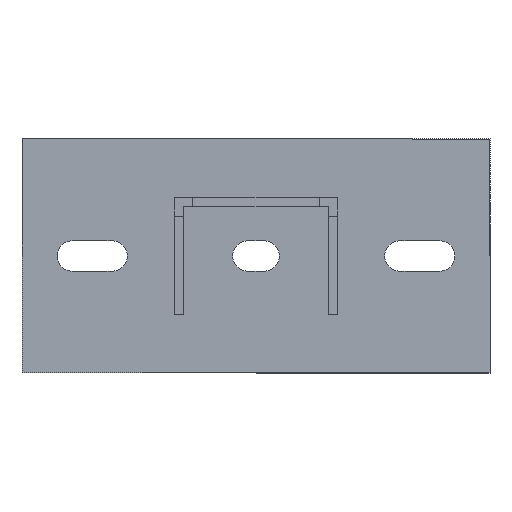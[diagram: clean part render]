
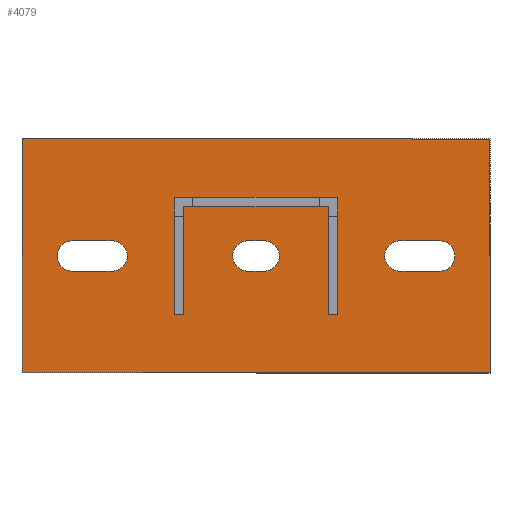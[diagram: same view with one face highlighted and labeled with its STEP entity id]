
A CAD part, front view. The second image highlights one B-rep face of the part: STEP entity #4079.
In plain terms, the highlighted face is planar.
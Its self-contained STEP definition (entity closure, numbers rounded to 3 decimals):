
#247 = CIRCLE ( 'NONE', #6261, 6.5 ) ;
#469 = VECTOR ( 'NONE', #5921, 1000. ) ;
#477 = DIRECTION ( 'NONE',  ( -1., 0., 0. ) ) ;
#553 = CARTESIAN_POINT ( 'NONE',  ( -61.5, 0., -6.5 ) ) ;
#605 = LINE ( 'NONE', #4010, #2922 ) ;
#706 = CARTESIAN_POINT ( 'NONE',  ( 78.5, 0., -6.5 ) ) ;
#721 = LINE ( 'NONE', #6851, #7737 ) ;
#843 = DIRECTION ( 'NONE',  ( 1., 0., 0. ) ) ;
#1003 = ORIENTED_EDGE ( 'NONE', *, *, #12622, .F. ) ;
#1007 = ORIENTED_EDGE ( 'NONE', *, *, #1677, .F. ) ;
#1231 = CIRCLE ( 'NONE', #1869, 6.5 ) ;
#1271 = FACE_BOUND ( 'NONE', #10534, .T. ) ;
#1281 = CARTESIAN_POINT ( 'NONE',  ( 61.5, 0., -6.5 ) ) ;
#1355 = EDGE_CURVE ( 'NONE', #6351, #6069, #9459, .T. ) ;
#1488 = EDGE_CURVE ( 'NONE', #4850, #3310, #605, .T. ) ;
#1677 = EDGE_CURVE ( 'NONE', #3310, #6400, #7271, .T. ) ;
#1869 = AXIS2_PLACEMENT_3D ( 'NONE', #5920, #3918, #13392 ) ;
#2007 = CARTESIAN_POINT ( 'NONE',  ( 100., 0., -50. ) ) ;
#2328 = DIRECTION ( 'NONE',  ( 0., 0., 1. ) ) ;
#2334 = ORIENTED_EDGE ( 'NONE', *, *, #8943, .T. ) ;
#2396 = CARTESIAN_POINT ( 'NONE',  ( -74.019, 0., -50. ) ) ;
#2438 = CARTESIAN_POINT ( 'NONE',  ( 78.5, 0., 0. ) ) ;
#2519 = EDGE_CURVE ( 'NONE', #2600, #5917, #1231, .T. ) ;
#2541 = ORIENTED_EDGE ( 'NONE', *, *, #8667, .F. ) ;
#2579 = VERTEX_POINT ( 'NONE', #706 ) ;
#2591 = AXIS2_PLACEMENT_3D ( 'NONE', #6406, #7480, #11784 ) ;
#2600 = VERTEX_POINT ( 'NONE', #6011 ) ;
#2627 = AXIS2_PLACEMENT_3D ( 'NONE', #10773, #12985, #6514 ) ;
#2639 = VERTEX_POINT ( 'NONE', #12740 ) ;
#2694 = VERTEX_POINT ( 'NONE', #2007 ) ;
#2699 = CARTESIAN_POINT ( 'NONE',  ( -100., 0., 50. ) ) ;
#2922 = VECTOR ( 'NONE', #843, 1000. ) ;
#3310 = VERTEX_POINT ( 'NONE', #5073 ) ;
#3412 = CARTESIAN_POINT ( 'NONE',  ( -78.5, 0., 0. ) ) ;
#3613 = LINE ( 'NONE', #7748, #5114 ) ;
#3720 = DIRECTION ( 'NONE',  ( 0., 0., -1. ) ) ;
#3814 = EDGE_LOOP ( 'NONE', ( #7525, #7548, #2334, #12183 ) ) ;
#3824 = ORIENTED_EDGE ( 'NONE', *, *, #5982, .F. ) ;
#3918 = DIRECTION ( 'NONE',  ( 0., 1., 0. ) ) ;
#3991 = EDGE_LOOP ( 'NONE', ( #1003, #2541, #12677, #13310 ) ) ;
#4010 = CARTESIAN_POINT ( 'NONE',  ( -3.5, 0., 6.5 ) ) ;
#4040 = CARTESIAN_POINT ( 'NONE',  ( 61.5, 0., 6.5 ) ) ;
#4079 = ADVANCED_FACE ( 'NONE', ( #1271, #9115, #4597, #9460 ), #4293, .F. ) ;
#4293 = PLANE ( 'NONE',  #2591 ) ;
#4597 = FACE_BOUND ( 'NONE', #3991, .T. ) ;
#4755 = DIRECTION ( 'NONE',  ( -1., 0., 0. ) ) ;
#4850 = VERTEX_POINT ( 'NONE', #13227 ) ;
#4888 = CARTESIAN_POINT ( 'NONE',  ( -61.5, 0., 6.5 ) ) ;
#4984 = VERTEX_POINT ( 'NONE', #4888 ) ;
#4987 = EDGE_CURVE ( 'NONE', #6400, #2639, #13771, .T. ) ;
#5034 = CARTESIAN_POINT ( 'NONE',  ( 78.5, 0., 6.5 ) ) ;
#5073 = CARTESIAN_POINT ( 'NONE',  ( 3.5, 0., 6.5 ) ) ;
#5114 = VECTOR ( 'NONE', #2328, 1000. ) ;
#5313 = EDGE_LOOP ( 'NONE', ( #7482, #6749, #7350, #1007 ) ) ;
#5816 = CARTESIAN_POINT ( 'NONE',  ( -3.5, 0., -6.5 ) ) ;
#5917 = VERTEX_POINT ( 'NONE', #11200 ) ;
#5920 = CARTESIAN_POINT ( 'NONE',  ( 61.5, 0., 0. ) ) ;
#5921 = DIRECTION ( 'NONE',  ( 1., 0., 0. ) ) ;
#5982 = EDGE_CURVE ( 'NONE', #5917, #12117, #9561, .T. ) ;
#6011 = CARTESIAN_POINT ( 'NONE',  ( 61.5, 0., -6.5 ) ) ;
#6069 = VERTEX_POINT ( 'NONE', #7499 ) ;
#6186 = DIRECTION ( 'NONE',  ( 1., 0., 0. ) ) ;
#6261 = AXIS2_PLACEMENT_3D ( 'NONE', #11601, #12650, #7520 ) ;
#6351 = VERTEX_POINT ( 'NONE', #553 ) ;
#6400 = VERTEX_POINT ( 'NONE', #8100 ) ;
#6406 = CARTESIAN_POINT ( 'NONE',  ( 100., 0., -50. ) ) ;
#6514 = DIRECTION ( 'NONE',  ( 0., 0., 1. ) ) ;
#6749 = ORIENTED_EDGE ( 'NONE', *, *, #8085, .F. ) ;
#6831 = CIRCLE ( 'NONE', #2627, 6.5 ) ;
#6851 = CARTESIAN_POINT ( 'NONE',  ( 100., 0., -35. ) ) ;
#6863 = CARTESIAN_POINT ( 'NONE',  ( -78.5, 0., -6.5 ) ) ;
#7021 = ORIENTED_EDGE ( 'NONE', *, *, #12726, .F. ) ;
#7094 = LINE ( 'NONE', #12927, #12769 ) ;
#7180 = EDGE_CURVE ( 'NONE', #12117, #2579, #13534, .T. ) ;
#7254 = CARTESIAN_POINT ( 'NONE',  ( -78.5, 0., 6.5 ) ) ;
#7271 = CIRCLE ( 'NONE', #10802, 6.5 ) ;
#7350 = ORIENTED_EDGE ( 'NONE', *, *, #4987, .F. ) ;
#7476 = CARTESIAN_POINT ( 'NONE',  ( 100., 0., 50. ) ) ;
#7480 = DIRECTION ( 'NONE',  ( 0., -1., 0. ) ) ;
#7482 = ORIENTED_EDGE ( 'NONE', *, *, #1488, .F. ) ;
#7499 = CARTESIAN_POINT ( 'NONE',  ( -78.5, 0., -6.5 ) ) ;
#7520 = DIRECTION ( 'NONE',  ( 0., 0., 1. ) ) ;
#7525 = ORIENTED_EDGE ( 'NONE', *, *, #10180, .T. ) ;
#7548 = ORIENTED_EDGE ( 'NONE', *, *, #9264, .T. ) ;
#7721 = DIRECTION ( 'NONE',  ( -1., 0., 0. ) ) ;
#7737 = VECTOR ( 'NONE', #3720, 1000. ) ;
#7748 = CARTESIAN_POINT ( 'NONE',  ( -100., 0., -35. ) ) ;
#7753 = VECTOR ( 'NONE', #4755, 1000. ) ;
#7801 = DIRECTION ( 'NONE',  ( 0., 1., 0. ) ) ;
#7810 = AXIS2_PLACEMENT_3D ( 'NONE', #2438, #7801, #13103 ) ;
#7831 = VECTOR ( 'NONE', #477, 1000. ) ;
#7877 = ORIENTED_EDGE ( 'NONE', *, *, #2519, .F. ) ;
#7940 = DIRECTION ( 'NONE',  ( -1., 0., 0. ) ) ;
#8085 = EDGE_CURVE ( 'NONE', #2639, #4850, #6831, .T. ) ;
#8100 = CARTESIAN_POINT ( 'NONE',  ( 3.5, 0., -6.5 ) ) ;
#8438 = CARTESIAN_POINT ( 'NONE',  ( 3.5, 0., 0. ) ) ;
#8556 = VECTOR ( 'NONE', #6186, 1000. ) ;
#8667 = EDGE_CURVE ( 'NONE', #6069, #9534, #11992, .T. ) ;
#8778 = VECTOR ( 'NONE', #7940, 1000. ) ;
#8785 = DIRECTION ( 'NONE',  ( 0., 1., 0. ) ) ;
#8943 = EDGE_CURVE ( 'NONE', #10886, #12350, #12978, .T. ) ;
#8999 = VERTEX_POINT ( 'NONE', #9296 ) ;
#9082 = VECTOR ( 'NONE', #7721, 1000. ) ;
#9115 = FACE_BOUND ( 'NONE', #5313, .T. ) ;
#9198 = CARTESIAN_POINT ( 'NONE',  ( -74.019, 0., 50. ) ) ;
#9264 = EDGE_CURVE ( 'NONE', #8999, #10886, #3613, .T. ) ;
#9267 = LINE ( 'NONE', #1281, #9082 ) ;
#9296 = CARTESIAN_POINT ( 'NONE',  ( -100., 0., -50. ) ) ;
#9459 = LINE ( 'NONE', #6863, #8778 ) ;
#9460 = FACE_OUTER_BOUND ( 'NONE', #3814, .T. ) ;
#9534 = VERTEX_POINT ( 'NONE', #7254 ) ;
#9561 = LINE ( 'NONE', #4040, #8556 ) ;
#9821 = DIRECTION ( 'NONE',  ( 0., 1., 0. ) ) ;
#10180 = EDGE_CURVE ( 'NONE', #2694, #8999, #10681, .T. ) ;
#10534 = EDGE_LOOP ( 'NONE', ( #3824, #7877, #7021, #12197 ) ) ;
#10681 = LINE ( 'NONE', #2396, #7831 ) ;
#10773 = CARTESIAN_POINT ( 'NONE',  ( -3.5, 0., 0. ) ) ;
#10802 = AXIS2_PLACEMENT_3D ( 'NONE', #8438, #9821, #13030 ) ;
#10848 = DIRECTION ( 'NONE',  ( 1., 0., 0. ) ) ;
#10886 = VERTEX_POINT ( 'NONE', #2699 ) ;
#11200 = CARTESIAN_POINT ( 'NONE',  ( 61.5, 0., 6.5 ) ) ;
#11601 = CARTESIAN_POINT ( 'NONE',  ( -61.5, 0., 0. ) ) ;
#11784 = DIRECTION ( 'NONE',  ( 0., 0., -1. ) ) ;
#11992 = CIRCLE ( 'NONE', #13273, 6.5 ) ;
#12117 = VERTEX_POINT ( 'NONE', #5034 ) ;
#12183 = ORIENTED_EDGE ( 'NONE', *, *, #13297, .T. ) ;
#12197 = ORIENTED_EDGE ( 'NONE', *, *, #7180, .F. ) ;
#12350 = VERTEX_POINT ( 'NONE', #7476 ) ;
#12358 = EDGE_CURVE ( 'NONE', #4984, #6351, #247, .T. ) ;
#12622 = EDGE_CURVE ( 'NONE', #9534, #4984, #7094, .T. ) ;
#12650 = DIRECTION ( 'NONE',  ( 0., 1., 0. ) ) ;
#12677 = ORIENTED_EDGE ( 'NONE', *, *, #1355, .F. ) ;
#12726 = EDGE_CURVE ( 'NONE', #2579, #2600, #9267, .T. ) ;
#12740 = CARTESIAN_POINT ( 'NONE',  ( -3.5, 0., -6.5 ) ) ;
#12769 = VECTOR ( 'NONE', #10848, 1000. ) ;
#12927 = CARTESIAN_POINT ( 'NONE',  ( -78.5, 0., 6.5 ) ) ;
#12978 = LINE ( 'NONE', #9198, #469 ) ;
#12985 = DIRECTION ( 'NONE',  ( 0., 1., 0. ) ) ;
#13030 = DIRECTION ( 'NONE',  ( 0., 0., 1. ) ) ;
#13058 = DIRECTION ( 'NONE',  ( 0., 0., 1. ) ) ;
#13103 = DIRECTION ( 'NONE',  ( 0., 0., 1. ) ) ;
#13227 = CARTESIAN_POINT ( 'NONE',  ( -3.5, 0., 6.5 ) ) ;
#13273 = AXIS2_PLACEMENT_3D ( 'NONE', #3412, #8785, #13058 ) ;
#13297 = EDGE_CURVE ( 'NONE', #12350, #2694, #721, .T. ) ;
#13310 = ORIENTED_EDGE ( 'NONE', *, *, #12358, .F. ) ;
#13392 = DIRECTION ( 'NONE',  ( 0., 0., 1. ) ) ;
#13534 = CIRCLE ( 'NONE', #7810, 6.5 ) ;
#13771 = LINE ( 'NONE', #5816, #7753 ) ;
